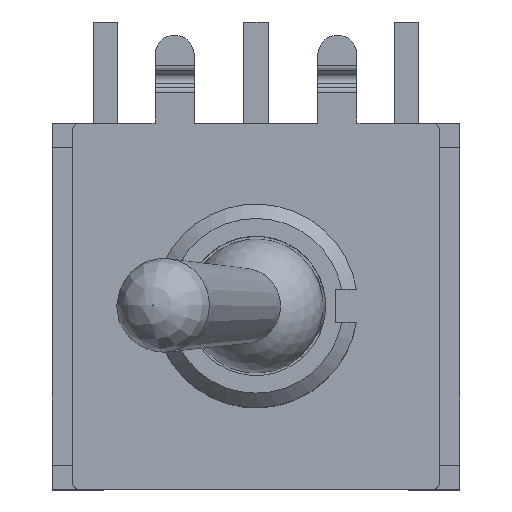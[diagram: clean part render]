
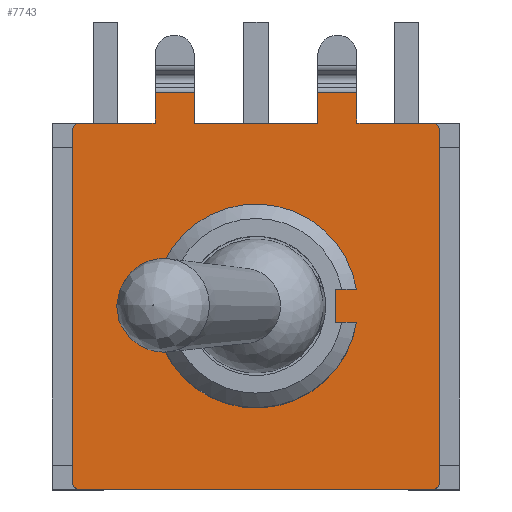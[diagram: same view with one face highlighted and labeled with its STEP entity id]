
A CAD part, top view. The second image highlights one B-rep face of the part: STEP entity #7743.
In plain terms, the highlighted planar face has unit normal (0, 0, 1).
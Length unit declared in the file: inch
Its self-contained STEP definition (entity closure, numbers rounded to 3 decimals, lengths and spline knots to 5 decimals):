
#56=FACE_BOUND('',#1166,.T.);
#301=PLANE('',#8408);
#726=FACE_OUTER_BOUND('',#1165,.T.);
#1165=EDGE_LOOP('',(#6837,#6838,#6839,#6840,#6841,#6842,#6843,#6844,#6845,
#6846,#6847,#6848,#6849,#6850,#6851,#6852));
#1166=EDGE_LOOP('',(#6853,#6854,#6855,#6856));
#1255=CIRCLE('',#7853,0.125);
#1406=CIRCLE('',#8392,0.00787);
#1408=CIRCLE('',#8395,0.00787);
#1410=CIRCLE('',#8399,0.00787);
#1412=CIRCLE('',#8403,0.00787);
#1427=LINE('',#10707,#2315);
#1432=LINE('',#10731,#2320);
#1434=LINE('',#10734,#2322);
#2034=LINE('',#12276,#2922);
#2038=LINE('',#12285,#2926);
#2045=LINE('',#12310,#2933);
#2055=LINE('',#12339,#2943);
#2064=LINE('',#12366,#2952);
#2071=LINE('',#12381,#2959);
#2075=LINE('',#12389,#2963);
#2079=LINE('',#12401,#2967);
#2097=LINE('',#12451,#2985);
#2101=LINE('',#12466,#2989);
#2112=LINE('',#12496,#3000);
#2114=LINE('',#12504,#3002);
#2315=VECTOR('',#8520,0.3937);
#2320=VECTOR('',#8537,0.3937);
#2322=VECTOR('',#8541,0.3937);
#2922=VECTOR('',#10073,0.3937);
#2926=VECTOR('',#10079,0.3937);
#2933=VECTOR('',#10098,0.3937);
#2943=VECTOR('',#10128,0.3937);
#2952=VECTOR('',#10155,0.3937);
#2959=VECTOR('',#10172,0.3937);
#2963=VECTOR('',#10178,0.3937);
#2967=VECTOR('',#10188,0.3937);
#2985=VECTOR('',#10234,0.3937);
#2989=VECTOR('',#10254,0.3937);
#3000=VECTOR('',#10287,0.3937);
#3002=VECTOR('',#10297,0.3937);
#3253=VERTEX_POINT('',#10697);
#3254=VERTEX_POINT('',#10698);
#3257=VERTEX_POINT('',#10706);
#3264=VERTEX_POINT('',#10730);
#3738=VERTEX_POINT('',#12270);
#3740=VERTEX_POINT('',#12274);
#3742=VERTEX_POINT('',#12279);
#3744=VERTEX_POINT('',#12283);
#3756=VERTEX_POINT('',#12308);
#3765=VERTEX_POINT('',#12337);
#3774=VERTEX_POINT('',#12364);
#3775=VERTEX_POINT('',#12377);
#3777=VERTEX_POINT('',#12380);
#3780=VERTEX_POINT('',#12387);
#3785=VERTEX_POINT('',#12400);
#3803=VERTEX_POINT('',#12450);
#3810=VERTEX_POINT('',#12481);
#3812=VERTEX_POINT('',#12487);
#3814=VERTEX_POINT('',#12492);
#3815=VERTEX_POINT('',#12501);
#3960=EDGE_CURVE('',#3253,#3254,#1255,.T.);
#3964=EDGE_CURVE('',#3257,#3253,#1427,.T.);
#3974=EDGE_CURVE('',#3264,#3257,#1432,.T.);
#3976=EDGE_CURVE('',#3254,#3264,#1434,.T.);
#4742=EDGE_CURVE('',#3738,#3740,#2034,.T.);
#4746=EDGE_CURVE('',#3742,#3744,#2038,.T.);
#4758=EDGE_CURVE('',#3744,#3756,#2045,.T.);
#4773=EDGE_CURVE('',#3765,#3756,#2055,.T.);
#4786=EDGE_CURVE('',#3765,#3774,#2064,.T.);
#4793=EDGE_CURVE('',#3777,#3775,#2071,.T.);
#4797=EDGE_CURVE('',#3774,#3780,#2075,.T.);
#4803=EDGE_CURVE('',#3777,#3785,#2079,.T.);
#4828=EDGE_CURVE('',#3785,#3803,#2097,.T.);
#4836=EDGE_CURVE('',#3803,#3780,#2101,.T.);
#4845=EDGE_CURVE('',#3810,#3775,#1406,.T.);
#4847=EDGE_CURVE('',#3742,#3812,#1408,.T.);
#4852=EDGE_CURVE('',#3814,#3812,#2112,.T.);
#4854=EDGE_CURVE('',#3814,#3740,#1410,.T.);
#4856=EDGE_CURVE('',#3810,#3815,#2114,.T.);
#4860=EDGE_CURVE('',#3738,#3815,#1412,.T.);
#6837=ORIENTED_EDGE('',*,*,#4860,.F.);
#6838=ORIENTED_EDGE('',*,*,#4742,.T.);
#6839=ORIENTED_EDGE('',*,*,#4854,.F.);
#6840=ORIENTED_EDGE('',*,*,#4852,.T.);
#6841=ORIENTED_EDGE('',*,*,#4847,.F.);
#6842=ORIENTED_EDGE('',*,*,#4746,.T.);
#6843=ORIENTED_EDGE('',*,*,#4758,.T.);
#6844=ORIENTED_EDGE('',*,*,#4773,.F.);
#6845=ORIENTED_EDGE('',*,*,#4786,.T.);
#6846=ORIENTED_EDGE('',*,*,#4797,.T.);
#6847=ORIENTED_EDGE('',*,*,#4836,.F.);
#6848=ORIENTED_EDGE('',*,*,#4828,.F.);
#6849=ORIENTED_EDGE('',*,*,#4803,.F.);
#6850=ORIENTED_EDGE('',*,*,#4793,.T.);
#6851=ORIENTED_EDGE('',*,*,#4845,.F.);
#6852=ORIENTED_EDGE('',*,*,#4856,.T.);
#6853=ORIENTED_EDGE('',*,*,#3964,.F.);
#6854=ORIENTED_EDGE('',*,*,#3974,.F.);
#6855=ORIENTED_EDGE('',*,*,#3976,.F.);
#6856=ORIENTED_EDGE('',*,*,#3960,.F.);
#7743=ADVANCED_FACE('',(#726,#56),#301,.F.);
#7853=AXIS2_PLACEMENT_3D('',#10699,#8512,#8513);
#8392=AXIS2_PLACEMENT_3D('',#12483,#10273,#10274);
#8395=AXIS2_PLACEMENT_3D('',#12488,#10279,#10280);
#8399=AXIS2_PLACEMENT_3D('',#12499,#10292,#10293);
#8403=AXIS2_PLACEMENT_3D('',#12509,#10304,#10305);
#8408=AXIS2_PLACEMENT_3D('',#12517,#10314,#10315);
#8512=DIRECTION('center_axis',(0.,0.,
1.));
#8513=DIRECTION('ref_axis',(0.987,0.161,0.));
#8520=DIRECTION('',(1.,0.,0.));
#8537=DIRECTION('',(0.,1.,0.));
#8541=DIRECTION('',(-1.,0.,0.));
#10073=DIRECTION('',(1.,0.,0.));
#10079=DIRECTION('',(-1.,0.,0.));
#10098=DIRECTION('',(0.,1.,0.));
#10128=DIRECTION('',(1.,0.,0.));
#10155=DIRECTION('',(0.,-1.,0.));
#10172=DIRECTION('',(-1.,0.,0.));
#10178=DIRECTION('',(-1.,0.,0.));
#10188=DIRECTION('',(0.,1.,0.));
#10234=DIRECTION('',(1.,0.,0.));
#10254=DIRECTION('',(0.,-1.,0.));
#10273=DIRECTION('center_axis',(0.,0.,
-1.));
#10274=DIRECTION('ref_axis',(-0.707,0.707,0.));
#10279=DIRECTION('center_axis',(0.,0.,
-1.));
#10280=DIRECTION('ref_axis',(0.707,0.707,0.));
#10287=DIRECTION('',(0.,1.,0.));
#10292=DIRECTION('center_axis',(0.,0.,
-1.));
#10293=DIRECTION('ref_axis',(0.707,-0.707,0.));
#10297=DIRECTION('',(0.,-1.,0.));
#10304=DIRECTION('center_axis',(0.,0.,
-1.));
#10305=DIRECTION('ref_axis',(-0.707,-0.707,0.));
#10314=DIRECTION('center_axis',(0.,0.,
-1.));
#10315=DIRECTION('ref_axis',(1.,0.,0.));
#10697=CARTESIAN_POINT('',(0.12338,0.02008,0.36614));
#10698=CARTESIAN_POINT('',(0.12338,-0.02008,0.36614));
#10699=CARTESIAN_POINT('Origin',(0.,0.,
0.36614));
#10706=CARTESIAN_POINT('',(0.09705,0.02008,0.36614));
#10707=CARTESIAN_POINT('',(0.06169,0.02008,0.36614));
#10730=CARTESIAN_POINT('',(0.09705,-0.02008,0.36614));
#10731=CARTESIAN_POINT('',(0.09705,0.01004,0.36614));
#10734=CARTESIAN_POINT('',(0.04852,-0.02008,0.36614));
#12270=CARTESIAN_POINT('',(-0.21713,-0.225,0.36614));
#12274=CARTESIAN_POINT('',(0.21713,-0.225,0.36614));
#12276=CARTESIAN_POINT('',(-0.225,-0.225,0.36614));
#12279=CARTESIAN_POINT('',(0.21713,0.225,0.36614));
#12283=CARTESIAN_POINT('',(0.12402,0.225,0.36614));
#12285=CARTESIAN_POINT('',(0.225,0.225,0.36614));
#12308=CARTESIAN_POINT('',(0.12402,0.26268,0.36614));
#12310=CARTESIAN_POINT('',(0.12402,0.26594,0.36614));
#12337=CARTESIAN_POINT('',(0.07598,0.26268,0.36614));
#12339=CARTESIAN_POINT('',(0.05,0.26268,0.36614));
#12364=CARTESIAN_POINT('',(0.07598,0.225,0.36614));
#12366=CARTESIAN_POINT('',(0.07598,0.26594,0.36614));
#12377=CARTESIAN_POINT('',(-0.21713,0.225,0.36614));
#12380=CARTESIAN_POINT('',(-0.12402,0.225,0.36614));
#12381=CARTESIAN_POINT('',(0.225,0.225,0.36614));
#12387=CARTESIAN_POINT('',(-0.07598,0.225,0.36614));
#12389=CARTESIAN_POINT('',(0.225,0.225,0.36614));
#12400=CARTESIAN_POINT('',(-0.12402,0.26268,0.36614));
#12401=CARTESIAN_POINT('',(-0.12402,0.26594,0.36614));
#12450=CARTESIAN_POINT('',(-0.07598,0.26268,0.36614));
#12451=CARTESIAN_POINT('',(-0.05,0.26268,0.36614));
#12466=CARTESIAN_POINT('',(-0.07598,0.26594,0.36614));
#12481=CARTESIAN_POINT('',(-0.225,0.21713,0.36614));
#12483=CARTESIAN_POINT('Origin',(-0.21713,0.21713,0.36614));
#12487=CARTESIAN_POINT('',(0.225,0.21713,0.36614));
#12488=CARTESIAN_POINT('Origin',(0.21713,0.21713,0.36614));
#12492=CARTESIAN_POINT('',(0.225,-0.21713,0.36614));
#12496=CARTESIAN_POINT('',(0.225,-0.225,0.36614));
#12499=CARTESIAN_POINT('Origin',(0.21713,-0.21713,0.36614));
#12501=CARTESIAN_POINT('',(-0.225,-0.21713,0.36614));
#12504=CARTESIAN_POINT('',(-0.225,0.225,0.36614));
#12509=CARTESIAN_POINT('Origin',(-0.21713,-0.21713,
0.36614));
#12517=CARTESIAN_POINT('Origin',(0.,0.,
0.36614));
